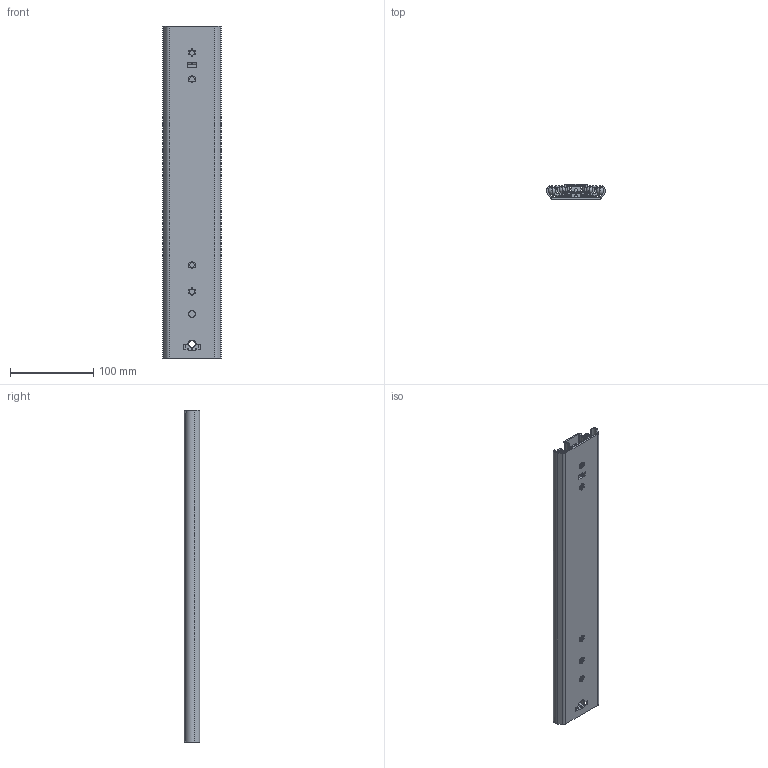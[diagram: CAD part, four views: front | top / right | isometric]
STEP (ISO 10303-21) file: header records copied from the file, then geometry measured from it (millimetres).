
FILE_DESCRIPTION((''),'2;1');
FILE_NAME('101-S23_ASM','2015-05-13T',('w.jans'),(''),'PRO/ENGINEER BY PARAMETRIC TECHNOLOGY CORPORATION, 2003450','PRO/ENGINEER BY PARAMETRIC TECHNOLOGY CORPORATION, 2003450','');
FILE_SCHEMA(('CONFIG_CONTROL_DESIGN'));
Length unit declared in the file: millimetre
Products named in the file (14): 101-S23-SKEL; 511-01-S23-TA1; 511-01-S23-TA1_ASM; 515-4XX-01-S23; 911-073; 515-4XX-01-S23_ASM; 512-01-S23-TA2; 512-01-S23-TA2_ASM; 515-5XX-01-S23; 911-078; 515-5XX-01-S23_ASM; 513-01-S23-TA3; 513-01-S23-TA3_ASM; 101-S23_ASM
Assembly tree (47 placements, depth 3):
  101-S23_ASM
    101-S23-SKEL
    511-01-S23-TA1_ASM
      511-01-S23-TA1
    515-4XX-01-S23_ASM
      515-4XX-01-S23
      911-073  x20
    512-01-S23-TA2_ASM
      512-01-S23-TA2
    515-5XX-01-S23_ASM
      515-5XX-01-S23
      911-078  x16
    513-01-S23-TA3_ASM
      513-01-S23-TA3
Bounding box: 70.9 x 18.4 x 400 mm (x, y, z)
Volume: 197365 mm3; surface area: 237080.8 mm2
Topology: 41 solids, 41 shells, 1052 faces, 3033 edges, 1904 vertices
Faces by surface type: plane 516, cylinder 430, sphere 72, cone 34
Entity records: 35222 total; most frequent: CARTESIAN_POINT 8325, ORIENTED_EDGE 5642, DIRECTION 5633, EDGE_CURVE 2821, AXIS2_PLACEMENT_3D 1913, VERTEX_POINT 1836, VECTOR 1807, LINE 1807
